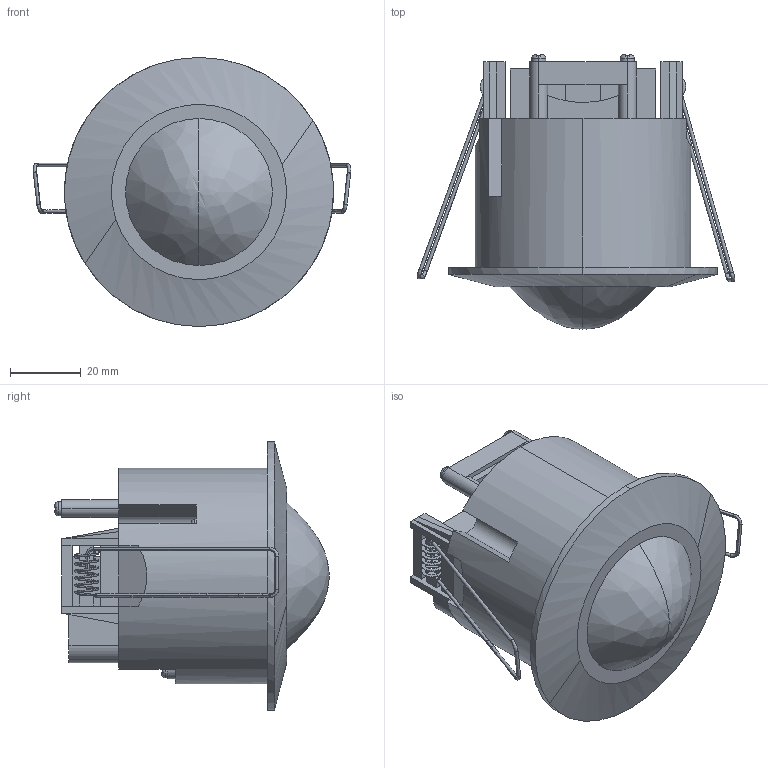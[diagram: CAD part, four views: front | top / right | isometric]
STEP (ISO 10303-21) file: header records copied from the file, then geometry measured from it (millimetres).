
FILE_DESCRIPTION (( 'STEP AP214' ), '1' );
FILE_NAME ('LDD11-301-800-001 Äàò÷èê äâèæåíèÿ ÄÄ 301 áåëûé, 800Âò, 360 ãð.,6Ì,IP20,IEK.STEP', '2017-09-07T08:36:24', ( '' ), ( '' ), 'SwSTEP 2.0', 'SolidWorks 2014', '' );
FILE_SCHEMA (( 'AUTOMOTIVE_DESIGN' ));
Length unit declared in the file: millimetre
Products named in the file (1): LDD11-301-800-001 Äàò÷èê äâèæåíèÿ ÄÄ 301 áåëûé, 800Âò, 360 ãð.,6Ì,IP20,IEK
Bounding box: 89.71 x 77.5 x 76 mm (x, y, z)
Volume: 147147.2 mm3; surface area: 33037 mm2
Topology: 2 solids, 2 shells, 372 faces, 1026 edges, 664 vertices
Faces by surface type: plane 281, cylinder 43, bspline 38, torus 10
Entity records: 16374 total; most frequent: CARTESIAN_POINT 7069, ORIENTED_EDGE 2048, DIRECTION 1759, EDGE_CURVE 1024, LINE 715, VECTOR 715, VERTEX_POINT 664, AXIS2_PLACEMENT_3D 522
